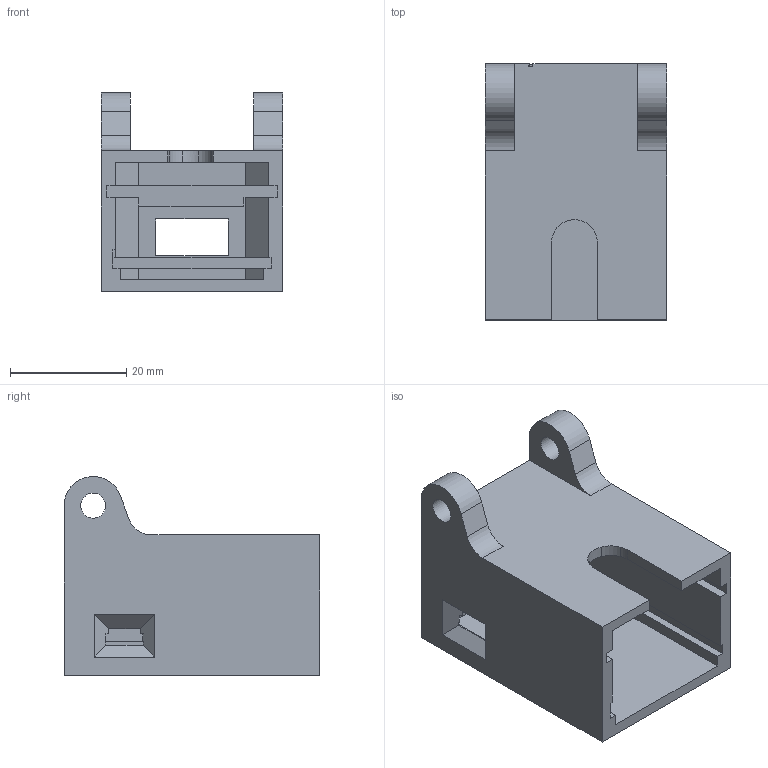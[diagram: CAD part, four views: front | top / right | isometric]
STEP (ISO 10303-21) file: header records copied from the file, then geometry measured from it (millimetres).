
FILE_DESCRIPTION(/* description */ (''),/* implementation_level */ '2;1');
FILE_NAME(/* name */ 'WiFiCamCASE.step',/* time_stamp */ '2024-03-12T11:17:58-04:00',/* author */ (''),/* organization */ (''),/* preprocessor_version */ 'ST-DEVELOPER v20',/* originating_system */ 'Autodesk Translation Framework v12.20.1.177',/* authorisation */ '');
FILE_SCHEMA (('AUTOMOTIVE_DESIGN { 1 0 10303 214 3 1 1 }'));
Length unit declared in the file: millimetre
Products named in the file (1): CAM Case
Bounding box: 31.3 x 44 x 34.2 mm (x, y, z)
Volume: 11449.3 mm3; surface area: 11052 mm2
Topology: 1 solids, 1 shells, 214 faces, 611 edges, 407 vertices
Faces by surface type: plane 147, bspline 59, cylinder 8
Full cylindrical faces by diameter (mm): 4.3 x2
Entity records: 7555 total; most frequent: CARTESIAN_POINT 2328, ORIENTED_EDGE 1222, DIRECTION 817, EDGE_CURVE 611, LINE 473, VECTOR 473, VERTEX_POINT 407, EDGE_LOOP 230
